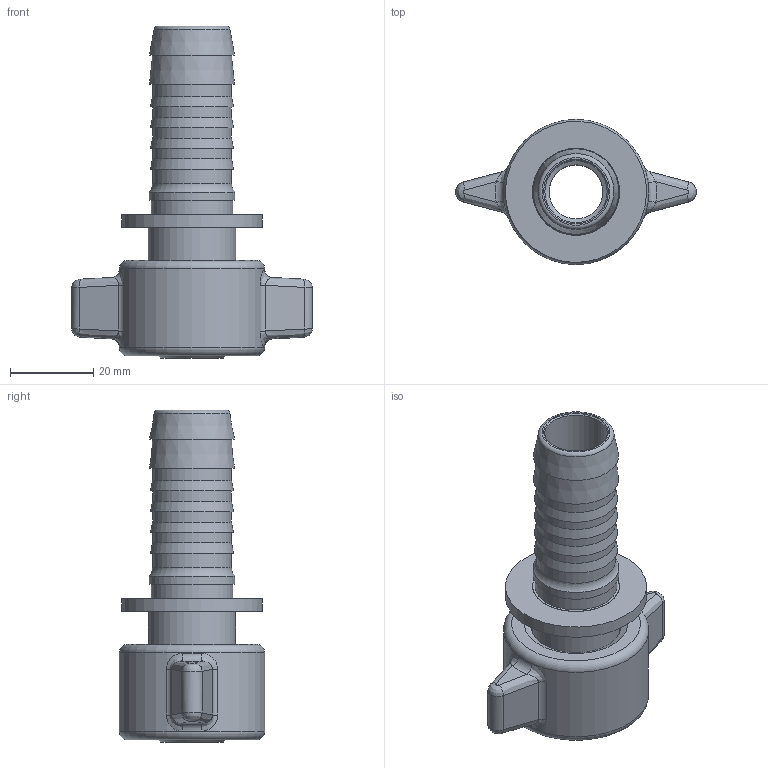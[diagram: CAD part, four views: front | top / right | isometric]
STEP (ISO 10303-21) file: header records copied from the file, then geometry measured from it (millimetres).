
FILE_DESCRIPTION(/* description */ (''),/* implementation_level */ '2;1');
FILE_NAME(/* name */ '34_19_s.stp',/* time_stamp */ '2020-04-09T12:39:00+02:00',/* author */ ('schnellinger'),/* organization */ (''),/* preprocessor_version */ 'ST-DEVELOPER v17',/* originating_system */ 'Autodesk Inventor 2018',/* authorisation */ '0 mm^3');
FILE_SCHEMA (('AUTOMOTIVE_DESIGN { 1 0 10303 214 3 1 1 }'));
Length unit declared in the file: millimetre
Products named in the file (1): LUE_00025718
Bounding box: 57.99 x 35 x 80 mm (x, y, z)
Volume: 26538 mm3; surface area: 16962.5 mm2
Topology: 3 solids, 3 shells, 89 faces, 214 edges, 143 vertices
Faces by surface type: cylinder 23, plane 20, bspline 20, cone 18, torus 8
Full cylindrical faces by diameter (mm): 13 x1, 15 x1, 19 x5, 19.7 x1, 20.7 x1, 20.9 x1, 21 x1, 21.5 x1, 24 x1, 24.117 x1, 28 x1, 34 x1, 35 x1
Entity records: 3375 total; most frequent: CARTESIAN_POINT 1143, DIRECTION 445, ORIENTED_EDGE 428, EDGE_CURVE 214, AXIS2_PLACEMENT_3D 201, VERTEX_POINT 143, CIRCLE 131, EDGE_LOOP 107
